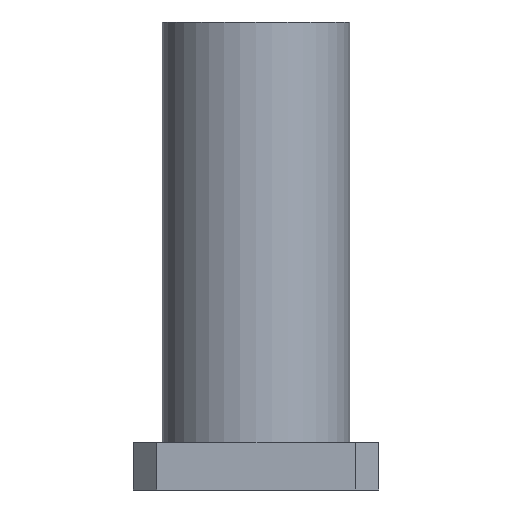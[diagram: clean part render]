
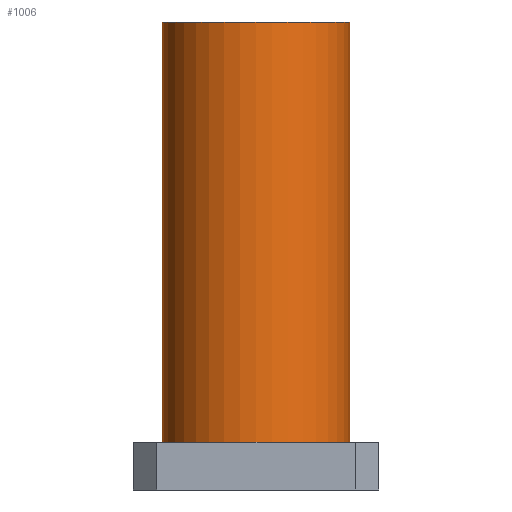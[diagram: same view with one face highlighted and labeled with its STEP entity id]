
A CAD part, front view. The second image highlights one B-rep face of the part: STEP entity #1006.
In plain terms, the highlighted cylindrical face has radius 16 mm (diameter 32 mm), a partial arc.
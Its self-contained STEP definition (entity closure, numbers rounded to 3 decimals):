
#11 = CARTESIAN_POINT ( 'NONE',  ( -16., 0., 80. ) ) ;
#52 = CARTESIAN_POINT ( 'NONE',  ( 16., 0., 8.15 ) ) ;
#68 = CYLINDRICAL_SURFACE ( 'NONE', #1031, 16. ) ;
#73 = CARTESIAN_POINT ( 'NONE',  ( 0., 0., 80. ) ) ;
#82 = EDGE_CURVE ( 'NONE', #1018, #365, #153, .T. ) ;
#153 = CIRCLE ( 'NONE', #231, 16. ) ;
#190 = AXIS2_PLACEMENT_3D ( 'NONE', #73, #482, #381 ) ;
#231 = AXIS2_PLACEMENT_3D ( 'NONE', #1255, #757, #652 ) ;
#308 = LINE ( 'NONE', #619, #626 ) ;
#357 = EDGE_CURVE ( 'NONE', #591, #1018, #410, .T. ) ;
#364 = CIRCLE ( 'NONE', #190, 16. ) ;
#365 = VERTEX_POINT ( 'NONE', #1014 ) ;
#381 = DIRECTION ( 'NONE',  ( -1., 0., 0. ) ) ;
#410 = LINE ( 'NONE', #1007, #1138 ) ;
#418 = DIRECTION ( 'NONE',  ( 0., 0., -1. ) ) ;
#424 = ORIENTED_EDGE ( 'NONE', *, *, #793, .T. ) ;
#482 = DIRECTION ( 'NONE',  ( 0., 0., -1. ) ) ;
#521 = EDGE_LOOP ( 'NONE', ( #713, #424, #665, #1207 ) ) ;
#564 = CARTESIAN_POINT ( 'NONE',  ( 0., 0., 80. ) ) ;
#591 = VERTEX_POINT ( 'NONE', #637 ) ;
#604 = DIRECTION ( 'NONE',  ( 0., 0., -1. ) ) ;
#619 = CARTESIAN_POINT ( 'NONE',  ( -16., 0., 80. ) ) ;
#626 = VECTOR ( 'NONE', #418, 1000. ) ;
#632 = EDGE_CURVE ( 'NONE', #820, #365, #308, .T. ) ;
#637 = CARTESIAN_POINT ( 'NONE',  ( 16., 0., 80. ) ) ;
#652 = DIRECTION ( 'NONE',  ( -1., 0., 0. ) ) ;
#665 = ORIENTED_EDGE ( 'NONE', *, *, #632, .T. ) ;
#713 = ORIENTED_EDGE ( 'NONE', *, *, #357, .F. ) ;
#757 = DIRECTION ( 'NONE',  ( 0., 0., -1. ) ) ;
#773 = FACE_OUTER_BOUND ( 'NONE', #521, .T. ) ;
#778 = DIRECTION ( 'NONE',  ( 0., 0., -1. ) ) ;
#793 = EDGE_CURVE ( 'NONE', #591, #820, #364, .T. ) ;
#820 = VERTEX_POINT ( 'NONE', #11 ) ;
#1006 = ADVANCED_FACE ( 'NONE', ( #773 ), #68, .T. ) ;
#1007 = CARTESIAN_POINT ( 'NONE',  ( 16., 0., 80. ) ) ;
#1014 = CARTESIAN_POINT ( 'NONE',  ( -16., 0., 8.15 ) ) ;
#1018 = VERTEX_POINT ( 'NONE', #52 ) ;
#1031 = AXIS2_PLACEMENT_3D ( 'NONE', #564, #778, #1274 ) ;
#1138 = VECTOR ( 'NONE', #604, 1000. ) ;
#1207 = ORIENTED_EDGE ( 'NONE', *, *, #82, .F. ) ;
#1255 = CARTESIAN_POINT ( 'NONE',  ( 0., 0., 8.15 ) ) ;
#1274 = DIRECTION ( 'NONE',  ( -1., 0., 0. ) ) ;
